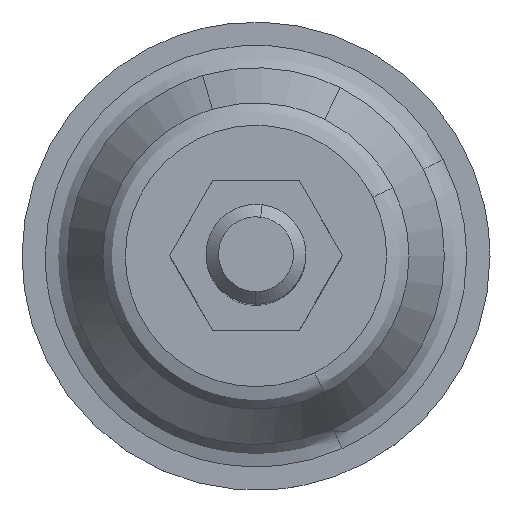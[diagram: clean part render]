
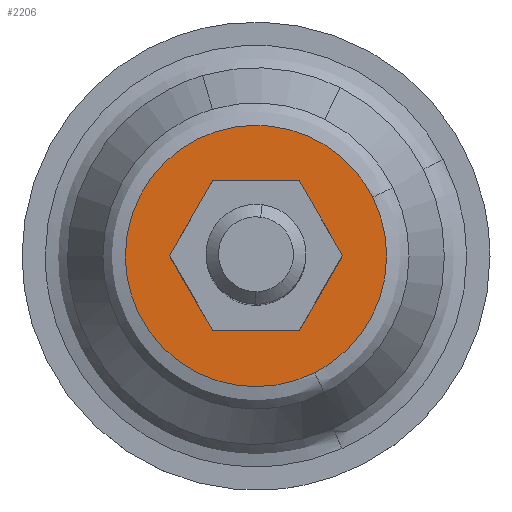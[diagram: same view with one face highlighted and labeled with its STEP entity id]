
A CAD part, top view. The second image highlights one B-rep face of the part: STEP entity #2206.
In plain terms, the highlighted free-form (B-spline) face has degree [1, 1] with [2, 2] control points.
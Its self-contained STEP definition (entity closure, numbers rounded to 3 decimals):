
#729=CARTESIAN_POINT('',(-0.944,7.944,18.0));
#730=VERTEX_POINT('',#729);
#731=CARTESIAN_POINT('',(8.0,0.0,18.0));
#732=VERTEX_POINT('',#731);
#733=CARTESIAN_POINT('',(-0.944,7.944,18.));
#734=CARTESIAN_POINT('',(-0.474,8.0,18.0));
#735=CARTESIAN_POINT('',(0.0,8.0,18.0));
#736=CARTESIAN_POINT('',(8.0,8.0,18.));
#737=CARTESIAN_POINT('',(8.0,0.0,18.0));
#745=(BOUNDED_CURVE()B_SPLINE_CURVE(2,(#733,#734,#735,#736,#737),.UNSPECIFIED.,.F.,.U.)B_SPLINE_CURVE_WITH_KNOTS((3,2,3),(0.23,0.25,0.5),.UNSPECIFIED.)CURVE()GEOMETRIC_REPRESENTATION_ITEM()RATIONAL_B_SPLINE_CURVE((0.956,0.976,1.0,0.707,1.0))REPRESENTATION_ITEM(''));
#746=EDGE_CURVE('',#730,#732,#745,.T.);
#787=CARTESIAN_POINT('',(0.488,-7.985,18.0));
#788=VERTEX_POINT('',#787);
#794=CARTESIAN_POINT('',(8.0,0.0,18.0));
#795=CARTESIAN_POINT('',(8.0,-7.526,18.));
#796=CARTESIAN_POINT('',(0.488,-7.985,18.));
#804=(BOUNDED_CURVE()B_SPLINE_CURVE(2,(#794,#795,#796),.UNSPECIFIED.,.F.,.U.)B_SPLINE_CURVE_WITH_KNOTS((3,3),(0.5,0.739),.UNSPECIFIED.)CURVE()GEOMETRIC_REPRESENTATION_ITEM()RATIONAL_B_SPLINE_CURVE((1.0,0.72,0.976))REPRESENTATION_ITEM(''));
#805=EDGE_CURVE('',#732,#788,#804,.T.);
#828=CARTESIAN_POINT('',(-8.0,0.0,18.0));
#829=VERTEX_POINT('',#828);
#830=CARTESIAN_POINT('',(-8.0,0.0,18.0));
#831=CARTESIAN_POINT('',(-8.0,7.105,18.));
#832=CARTESIAN_POINT('',(-0.944,7.944,18.0));
#840=(BOUNDED_CURVE()B_SPLINE_CURVE(2,(#830,#831,#832),.UNSPECIFIED.,.F.,.U.)B_SPLINE_CURVE_WITH_KNOTS((3,3),(0.0,0.23),.UNSPECIFIED.)CURVE()GEOMETRIC_REPRESENTATION_ITEM()RATIONAL_B_SPLINE_CURVE((1.0,0.731,0.956))REPRESENTATION_ITEM(''));
#841=EDGE_CURVE('',#829,#730,#840,.T.);
#843=CARTESIAN_POINT('',(0.488,-7.985,18.0));
#844=CARTESIAN_POINT('',(0.244,-8.0,18.));
#845=CARTESIAN_POINT('',(0.0,-8.0,18.0));
#846=CARTESIAN_POINT('',(-8.0,-8.0,18.));
#847=CARTESIAN_POINT('',(-8.0,0.0,18.0));
#855=(BOUNDED_CURVE()B_SPLINE_CURVE(2,(#843,#844,#845,#846,#847),.UNSPECIFIED.,.F.,.U.)B_SPLINE_CURVE_WITH_KNOTS((3,2,3),(0.739,0.75,1.0),.UNSPECIFIED.)CURVE()GEOMETRIC_REPRESENTATION_ITEM()RATIONAL_B_SPLINE_CURVE((0.976,0.988,1.0,0.707,1.0))REPRESENTATION_ITEM(''));
#856=EDGE_CURVE('',#788,#829,#855,.T.);
#2068=CARTESIAN_POINT('',(9.389,-18.716,18.));
#2069=VERTEX_POINT('',#2068);
#2070=CARTESIAN_POINT('',(-20.939,0.0,18.0));
#2071=VERTEX_POINT('',#2070);
#2072=CARTESIAN_POINT('',(9.389,-18.716,18.));
#2073=CARTESIAN_POINT('',(4.957,-20.939,18.));
#2074=CARTESIAN_POINT('',(0.0,-20.939,18.0));
#2075=CARTESIAN_POINT('',(-20.939,-20.939,18.));
#2076=CARTESIAN_POINT('',(-20.939,0.0,18.0));
#2084=(BOUNDED_CURVE()B_SPLINE_CURVE(2,(#2072,#2073,#2074,#2075,#2076),.UNSPECIFIED.,.F.,.U.)B_SPLINE_CURVE_WITH_KNOTS((3,2,3),(0.674,0.75,1.0),.UNSPECIFIED.)CURVE()GEOMETRIC_REPRESENTATION_ITEM()RATIONAL_B_SPLINE_CURVE((0.876,0.911,1.0,0.707,1.0))REPRESENTATION_ITEM(''));
#2085=EDGE_CURVE('',#2069,#2071,#2084,.T.);
#2087=CARTESIAN_POINT('',(18.716,9.389,18.));
#2088=VERTEX_POINT('',#2087);
#2089=CARTESIAN_POINT('',(-20.939,0.0,18.0));
#2090=CARTESIAN_POINT('',(-20.939,20.939,18.));
#2091=CARTESIAN_POINT('',(0.0,20.939,18.0));
#2092=CARTESIAN_POINT('',(12.922,20.939,18.0));
#2093=CARTESIAN_POINT('',(18.716,9.389,18.));
#2101=(BOUNDED_CURVE()B_SPLINE_CURVE(2,(#2089,#2090,#2091,#2092,#2093),.UNSPECIFIED.,.F.,.U.)B_SPLINE_CURVE_WITH_KNOTS((3,2,3),(0.0,0.25,0.424),.UNSPECIFIED.)CURVE()GEOMETRIC_REPRESENTATION_ITEM()RATIONAL_B_SPLINE_CURVE((1.0,0.707,1.0,0.796,0.876))REPRESENTATION_ITEM(''));
#2102=EDGE_CURVE('',#2071,#2088,#2101,.T.);
#2154=CARTESIAN_POINT('',(20.939,0.0,18.0));
#2155=VERTEX_POINT('',#2154);
#2156=CARTESIAN_POINT('',(20.939,0.0,18.0));
#2157=CARTESIAN_POINT('',(20.939,-12.922,18.));
#2158=CARTESIAN_POINT('',(9.389,-18.716,18.));
#2166=(BOUNDED_CURVE()B_SPLINE_CURVE(2,(#2156,#2157,#2158),.UNSPECIFIED.,.F.,.U.)B_SPLINE_CURVE_WITH_KNOTS((3,3),(0.5,0.674),.UNSPECIFIED.)CURVE()GEOMETRIC_REPRESENTATION_ITEM()RATIONAL_B_SPLINE_CURVE((1.0,0.796,0.876))REPRESENTATION_ITEM(''));
#2167=EDGE_CURVE('',#2155,#2069,#2166,.T.);
#2173=CARTESIAN_POINT('',(18.716,9.389,18.));
#2174=CARTESIAN_POINT('',(20.939,4.957,18.));
#2175=CARTESIAN_POINT('',(20.939,0.0,18.0));
#2183=(BOUNDED_CURVE()B_SPLINE_CURVE(2,(#2173,#2174,#2175),.UNSPECIFIED.,.F.,.U.)B_SPLINE_CURVE_WITH_KNOTS((3,3),(0.424,0.5),.UNSPECIFIED.)CURVE()GEOMETRIC_REPRESENTATION_ITEM()RATIONAL_B_SPLINE_CURVE((0.876,0.911,1.0))REPRESENTATION_ITEM(''));
#2184=EDGE_CURVE('',#2088,#2155,#2183,.T.);
#2189=CARTESIAN_POINT('',(23.03,-23.029,18.0));
#2190=CARTESIAN_POINT('',(-23.03,-23.029,18.0));
#2191=CARTESIAN_POINT('',(23.03,23.017,18.0));
#2192=CARTESIAN_POINT('',(-23.03,23.017,18.0));
#2193=B_SPLINE_SURFACE_WITH_KNOTS('',1,1,((#2189,#2191),(#2190,#2192)),.UNSPECIFIED.,.F.,.F.,.U.,(2,2),(2,2),(0.0,46.061),(0.0,46.046),.UNSPECIFIED.);
#2194=ORIENTED_EDGE('',*,*,#2085,.F.);
#2195=ORIENTED_EDGE('',*,*,#2167,.F.);
#2196=ORIENTED_EDGE('',*,*,#2184,.F.);
#2197=ORIENTED_EDGE('',*,*,#2102,.F.);
#2198=EDGE_LOOP('',(#2194,#2195,#2196,#2197));
#2199=FACE_OUTER_BOUND('',#2198,.T.);
#2200=ORIENTED_EDGE('',*,*,#805,.T.);
#2201=ORIENTED_EDGE('',*,*,#856,.T.);
#2202=ORIENTED_EDGE('',*,*,#841,.T.);
#2203=ORIENTED_EDGE('',*,*,#746,.T.);
#2204=EDGE_LOOP('',(#2200,#2201,#2202,#2203));
#2205=FACE_BOUND('',#2204,.T.);
#2206=ADVANCED_FACE('',(#2199,#2205),#2193,.F.);
